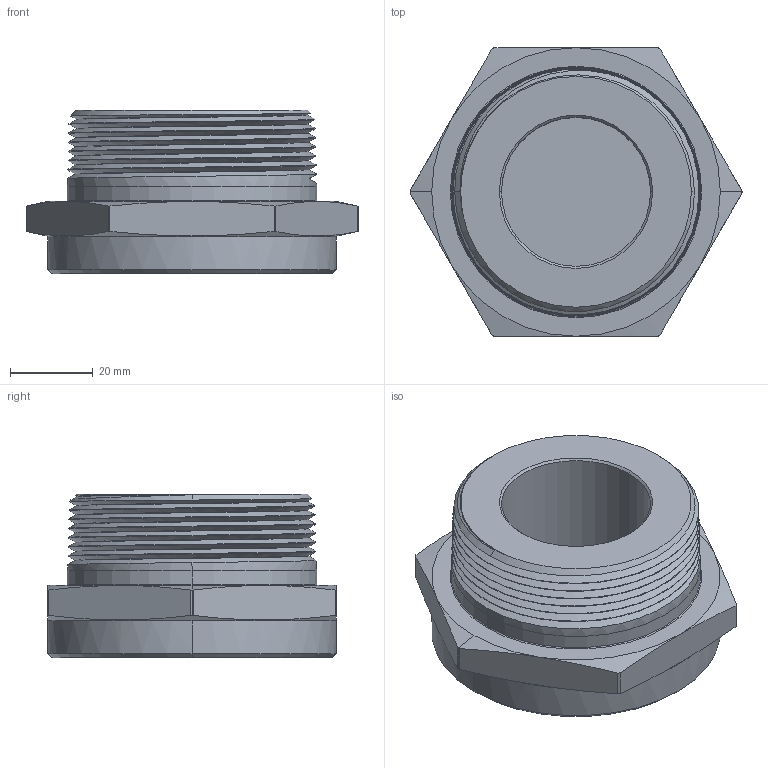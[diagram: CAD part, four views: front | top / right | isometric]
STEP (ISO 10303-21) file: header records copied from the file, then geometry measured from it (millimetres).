
FILE_DESCRIPTION (( 'STEP AP214' ), '1' );
FILE_NAME ('101052.step', '2013-08-26T18:14:21', ( '' ), ( '' ), 'SwSTEP 2.0', 'SolidWorks 2012', '' );
FILE_SCHEMA (( 'AUTOMOTIVE_DESIGN' ));
Length unit declared in the file: inch
Products named in the file (3): 402052; 403052; 101052
Assembly tree (2 placements, depth 2):
  101052
    403052
    402052
Bounding box: 80.35 x 69.85 x 39.62 mm (x, y, z)
Volume: 95994.5 mm3; surface area: 24364 mm2
Topology: 2 solids, 2 shells, 89 faces, 215 edges, 132 vertices
Faces by surface type: cone 35, cylinder 17, plane 15, torus 13, bspline 9
Entity records: 8928 total; most frequent: CARTESIAN_POINT 6831, ORIENTED_EDGE 430, DIRECTION 403, EDGE_CURVE 215, AXIS2_PLACEMENT_3D 173, VERTEX_POINT 132, EDGE_LOOP 93, FACE_OUTER_BOUND 89
